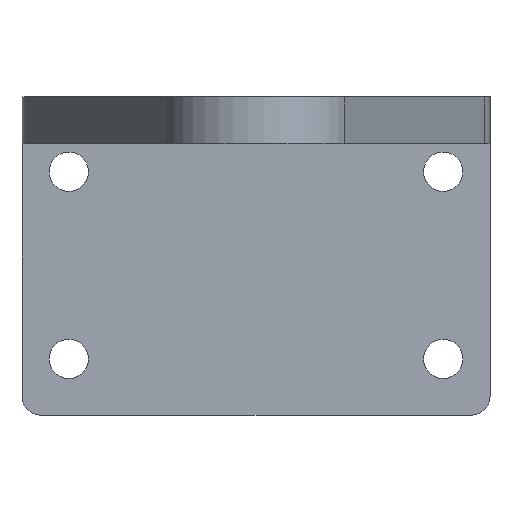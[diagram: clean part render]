
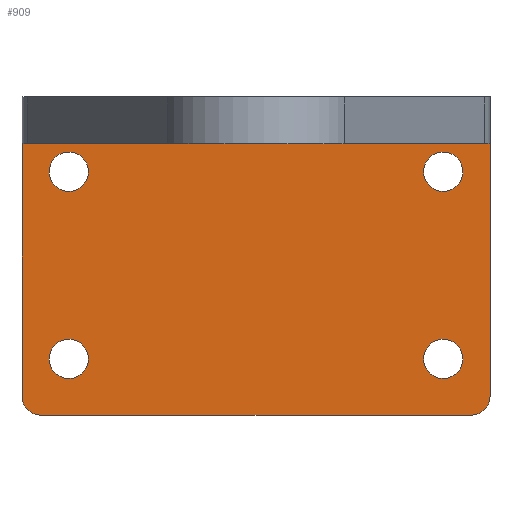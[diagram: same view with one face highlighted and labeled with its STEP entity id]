
A CAD part, front view. The second image highlights one B-rep face of the part: STEP entity #909.
In plain terms, the highlighted planar face has unit normal (0, -1, 0).
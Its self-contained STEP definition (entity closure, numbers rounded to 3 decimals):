
#14 = LINE ( 'NONE', #381, #1004 ) ;
#19 = EDGE_CURVE ( 'NONE', #756, #1127, #618, .T. ) ;
#34 = VERTEX_POINT ( 'NONE', #68 ) ;
#38 = EDGE_CURVE ( 'NONE', #993, #776, #1046, .T. ) ;
#45 = EDGE_LOOP ( 'NONE', ( #297, #572 ) ) ;
#49 = AXIS2_PLACEMENT_3D ( 'NONE', #967, #64, #1070 ) ;
#54 = CARTESIAN_POINT ( 'NONE',  ( -25., 43., 12. ) ) ;
#64 = DIRECTION ( 'NONE',  ( 0., 1., 0. ) ) ;
#68 = CARTESIAN_POINT ( 'NONE',  ( 20., 43., 11.1 ) ) ;
#71 = VERTEX_POINT ( 'NONE', #291 ) ;
#80 = LINE ( 'NONE', #472, #442 ) ;
#89 = EDGE_CURVE ( 'NONE', #776, #894, #80, .T. ) ;
#94 = EDGE_CURVE ( 'NONE', #349, #950, #14, .T. ) ;
#110 = VECTOR ( 'NONE', #1050, 1000. ) ;
#161 = DIRECTION ( 'NONE',  ( 0., 1., 0. ) ) ;
#169 = VERTEX_POINT ( 'NONE', #506 ) ;
#173 = CARTESIAN_POINT ( 'NONE',  ( 20., 43., 6.9 ) ) ;
#175 = EDGE_CURVE ( 'NONE', #1193, #737, #192, .T. ) ;
#192 = CIRCLE ( 'NONE', #1225, 2.1 ) ;
#196 = ORIENTED_EDGE ( 'NONE', *, *, #444, .F. ) ;
#203 = CARTESIAN_POINT ( 'NONE',  ( -20., 43., -8.9 ) ) ;
#218 = CIRCLE ( 'NONE', #676, 2.1 ) ;
#224 = CARTESIAN_POINT ( 'NONE',  ( 25., 43., 12. ) ) ;
#227 = CARTESIAN_POINT ( 'NONE',  ( -25., 43., 12. ) ) ;
#246 = CARTESIAN_POINT ( 'NONE',  ( -20., 43., -11. ) ) ;
#264 = CIRCLE ( 'NONE', #584, 2.1 ) ;
#277 = AXIS2_PLACEMENT_3D ( 'NONE', #969, #876, #390 ) ;
#291 = CARTESIAN_POINT ( 'NONE',  ( 20., 43., -13.1 ) ) ;
#295 = ORIENTED_EDGE ( 'NONE', *, *, #1232, .T. ) ;
#297 = ORIENTED_EDGE ( 'NONE', *, *, #1120, .T. ) ;
#302 = CIRCLE ( 'NONE', #954, 2.1 ) ;
#323 = DIRECTION ( 'NONE',  ( 0., 0., 1. ) ) ;
#329 = DIRECTION ( 'NONE',  ( 0., 1., 0. ) ) ;
#336 = LINE ( 'NONE', #1265, #958 ) ;
#349 = VERTEX_POINT ( 'NONE', #227 ) ;
#362 = AXIS2_PLACEMENT_3D ( 'NONE', #431, #805, #323 ) ;
#381 = CARTESIAN_POINT ( 'NONE',  ( -25., 43., 12. ) ) ;
#390 = DIRECTION ( 'NONE',  ( 0., 0., 1. ) ) ;
#407 = CARTESIAN_POINT ( 'NONE',  ( 20., 43., -8.9 ) ) ;
#431 = CARTESIAN_POINT ( 'NONE',  ( -25., 43., 12. ) ) ;
#442 = VECTOR ( 'NONE', #691, 1000. ) ;
#444 = EDGE_CURVE ( 'NONE', #993, #349, #948, .T. ) ;
#452 = FACE_OUTER_BOUND ( 'NONE', #512, .T. ) ;
#459 = DIRECTION ( 'NONE',  ( 0., 1., 0. ) ) ;
#462 = ORIENTED_EDGE ( 'NONE', *, *, #556, .T. ) ;
#472 = CARTESIAN_POINT ( 'NONE',  ( -25., 43., -17. ) ) ;
#492 = CARTESIAN_POINT ( 'NONE',  ( -20., 43., 6.9 ) ) ;
#506 = CARTESIAN_POINT ( 'NONE',  ( 25., 43., -15. ) ) ;
#512 = EDGE_LOOP ( 'NONE', ( #1258, #744, #736, #1283, #196, #589 ) ) ;
#513 = CARTESIAN_POINT ( 'NONE',  ( -20., 43., -11. ) ) ;
#521 = CARTESIAN_POINT ( 'NONE',  ( 23., 43., -17. ) ) ;
#532 = EDGE_LOOP ( 'NONE', ( #295, #927 ) ) ;
#554 = DIRECTION ( 'NONE',  ( 0., 1., 0. ) ) ;
#556 = EDGE_CURVE ( 'NONE', #737, #1193, #218, .T. ) ;
#559 = CARTESIAN_POINT ( 'NONE',  ( -20., 43., 9. ) ) ;
#568 = DIRECTION ( 'NONE',  ( 0., 0., 1. ) ) ;
#569 = FACE_BOUND ( 'NONE', #45, .T. ) ;
#572 = ORIENTED_EDGE ( 'NONE', *, *, #19, .T. ) ;
#579 = DIRECTION ( 'NONE',  ( 0., 0., 1. ) ) ;
#581 = EDGE_CURVE ( 'NONE', #894, #169, #617, .T. ) ;
#584 = AXIS2_PLACEMENT_3D ( 'NONE', #559, #161, #568 ) ;
#586 = DIRECTION ( 'NONE',  ( 0., 0., 1. ) ) ;
#589 = ORIENTED_EDGE ( 'NONE', *, *, #38, .T. ) ;
#617 = CIRCLE ( 'NONE', #277, 2. ) ;
#618 = CIRCLE ( 'NONE', #49, 2.1 ) ;
#649 = AXIS2_PLACEMENT_3D ( 'NONE', #757, #459, #1243 ) ;
#651 = CARTESIAN_POINT ( 'NONE',  ( -20., 43., -13.1 ) ) ;
#666 = CARTESIAN_POINT ( 'NONE',  ( -23., 43., -15. ) ) ;
#676 = AXIS2_PLACEMENT_3D ( 'NONE', #246, #1045, #1266 ) ;
#688 = ORIENTED_EDGE ( 'NONE', *, *, #1165, .T. ) ;
#691 = DIRECTION ( 'NONE',  ( 1., 0., 0. ) ) ;
#693 = EDGE_LOOP ( 'NONE', ( #462, #1214 ) ) ;
#705 = VERTEX_POINT ( 'NONE', #173 ) ;
#708 = AXIS2_PLACEMENT_3D ( 'NONE', #1155, #882, #586 ) ;
#713 = FACE_BOUND ( 'NONE', #693, .T. ) ;
#736 = ORIENTED_EDGE ( 'NONE', *, *, #1257, .T. ) ;
#737 = VERTEX_POINT ( 'NONE', #203 ) ;
#744 = ORIENTED_EDGE ( 'NONE', *, *, #581, .T. ) ;
#753 = DIRECTION ( 'NONE',  ( 0., 1., 0. ) ) ;
#756 = VERTEX_POINT ( 'NONE', #492 ) ;
#757 = CARTESIAN_POINT ( 'NONE',  ( 20., 43., -11. ) ) ;
#766 = DIRECTION ( 'NONE',  ( 0., -1., 0. ) ) ;
#776 = VERTEX_POINT ( 'NONE', #898 ) ;
#795 = CIRCLE ( 'NONE', #649, 2.1 ) ;
#802 = VERTEX_POINT ( 'NONE', #407 ) ;
#805 = DIRECTION ( 'NONE',  ( 0., 1., 0. ) ) ;
#854 = FACE_BOUND ( 'NONE', #532, .T. ) ;
#876 = DIRECTION ( 'NONE',  ( 0., -1., 0. ) ) ;
#882 = DIRECTION ( 'NONE',  ( 0., 1., 0. ) ) ;
#894 = VERTEX_POINT ( 'NONE', #521 ) ;
#898 = CARTESIAN_POINT ( 'NONE',  ( -23., 43., -17. ) ) ;
#901 = EDGE_LOOP ( 'NONE', ( #688, #1151 ) ) ;
#909 = ADVANCED_FACE ( 'NONE', ( #569, #975, #713, #854, #452 ), #1023, .F. ) ;
#916 = CIRCLE ( 'NONE', #708, 2.1 ) ;
#927 = ORIENTED_EDGE ( 'NONE', *, *, #1142, .T. ) ;
#941 = CARTESIAN_POINT ( 'NONE',  ( 20., 43., 9. ) ) ;
#948 = LINE ( 'NONE', #54, #110 ) ;
#950 = VERTEX_POINT ( 'NONE', #224 ) ;
#954 = AXIS2_PLACEMENT_3D ( 'NONE', #1064, #554, #1234 ) ;
#958 = VECTOR ( 'NONE', #1068, 1000. ) ;
#967 = CARTESIAN_POINT ( 'NONE',  ( -20., 43., 9. ) ) ;
#969 = CARTESIAN_POINT ( 'NONE',  ( 23., 43., -15. ) ) ;
#971 = DIRECTION ( 'NONE',  ( 1., 0., 0. ) ) ;
#975 = FACE_BOUND ( 'NONE', #901, .T. ) ;
#993 = VERTEX_POINT ( 'NONE', #1121 ) ;
#1004 = VECTOR ( 'NONE', #971, 1000. ) ;
#1023 = PLANE ( 'NONE',  #362 ) ;
#1045 = DIRECTION ( 'NONE',  ( 0., 1., 0. ) ) ;
#1046 = CIRCLE ( 'NONE', #1114, 2. ) ;
#1050 = DIRECTION ( 'NONE',  ( 0., 0., 1. ) ) ;
#1064 = CARTESIAN_POINT ( 'NONE',  ( 20., 43., 9. ) ) ;
#1068 = DIRECTION ( 'NONE',  ( 0., 0., 1. ) ) ;
#1070 = DIRECTION ( 'NONE',  ( 0., 0., 1. ) ) ;
#1078 = EDGE_CURVE ( 'NONE', #705, #34, #1189, .T. ) ;
#1080 = AXIS2_PLACEMENT_3D ( 'NONE', #941, #753, #1251 ) ;
#1114 = AXIS2_PLACEMENT_3D ( 'NONE', #666, #766, #579 ) ;
#1120 = EDGE_CURVE ( 'NONE', #1127, #756, #264, .T. ) ;
#1121 = CARTESIAN_POINT ( 'NONE',  ( -25., 43., -15. ) ) ;
#1127 = VERTEX_POINT ( 'NONE', #1247 ) ;
#1142 = EDGE_CURVE ( 'NONE', #71, #802, #795, .T. ) ;
#1151 = ORIENTED_EDGE ( 'NONE', *, *, #1078, .T. ) ;
#1155 = CARTESIAN_POINT ( 'NONE',  ( 20., 43., -11. ) ) ;
#1165 = EDGE_CURVE ( 'NONE', #34, #705, #302, .T. ) ;
#1189 = CIRCLE ( 'NONE', #1080, 2.1 ) ;
#1193 = VERTEX_POINT ( 'NONE', #651 ) ;
#1197 = DIRECTION ( 'NONE',  ( 0., 0., 1. ) ) ;
#1214 = ORIENTED_EDGE ( 'NONE', *, *, #175, .T. ) ;
#1225 = AXIS2_PLACEMENT_3D ( 'NONE', #513, #329, #1197 ) ;
#1232 = EDGE_CURVE ( 'NONE', #802, #71, #916, .T. ) ;
#1234 = DIRECTION ( 'NONE',  ( 0., 0., 1. ) ) ;
#1243 = DIRECTION ( 'NONE',  ( 0., 0., 1. ) ) ;
#1247 = CARTESIAN_POINT ( 'NONE',  ( -20., 43., 11.1 ) ) ;
#1251 = DIRECTION ( 'NONE',  ( 0., 0., 1. ) ) ;
#1257 = EDGE_CURVE ( 'NONE', #169, #950, #336, .T. ) ;
#1258 = ORIENTED_EDGE ( 'NONE', *, *, #89, .T. ) ;
#1265 = CARTESIAN_POINT ( 'NONE',  ( 25., 43., 12. ) ) ;
#1266 = DIRECTION ( 'NONE',  ( 0., 0., 1. ) ) ;
#1283 = ORIENTED_EDGE ( 'NONE', *, *, #94, .F. ) ;
